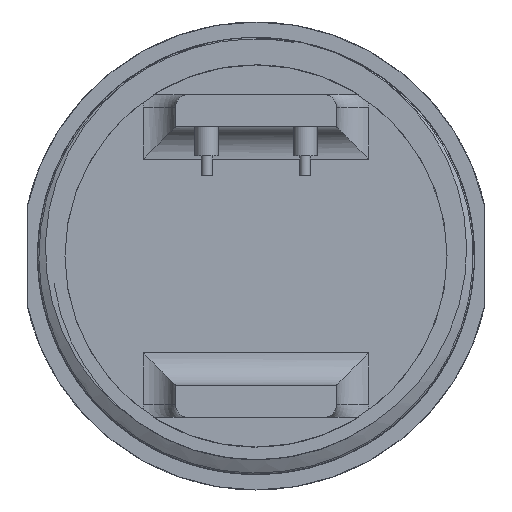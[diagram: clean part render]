
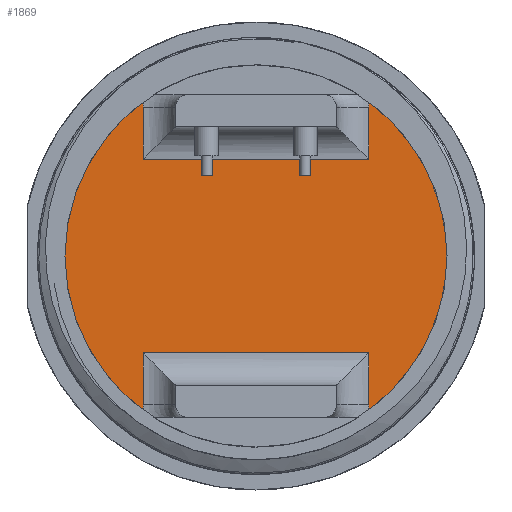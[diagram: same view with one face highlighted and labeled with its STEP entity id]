
A CAD part, front view. The second image highlights one B-rep face of the part: STEP entity #1869.
In plain terms, the highlighted planar face has unit normal (0, -1, 0).
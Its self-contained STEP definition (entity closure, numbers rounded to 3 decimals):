
#90=PLANE('',#2092);
#213=FACE_OUTER_BOUND('',#340,.T.);
#340=EDGE_LOOP('',(#1699,#1700,#1701,#1702,#1703,#1704,#1705,#1706,#1707,
#1708,#1709,#1710,#1711));
#392=CIRCLE('',#1993,7.);
#396=CIRCLE('',#1998,7.);
#398=CIRCLE('',#2006,29.6);
#402=CIRCLE('',#2014,29.6);
#403=CIRCLE('',#2015,29.6);
#407=CIRCLE('',#2028,7.);
#411=CIRCLE('',#2033,7.);
#562=LINE('',#3690,#669);
#563=LINE('',#3715,#670);
#565=LINE('',#3719,#672);
#579=LINE('',#3822,#686);
#580=LINE('',#3835,#687);
#582=LINE('',#3840,#689);
#669=VECTOR('',#2374,10.);
#670=VECTOR('',#2393,10.);
#672=VECTOR('',#2399,10.);
#686=VECTOR('',#2461,10.);
#687=VECTOR('',#2480,10.);
#689=VECTOR('',#2486,10.);
#827=VERTEX_POINT('',#3687);
#828=VERTEX_POINT('',#3689);
#829=VERTEX_POINT('',#3693);
#831=VERTEX_POINT('',#3703);
#832=VERTEX_POINT('',#3705);
#833=VERTEX_POINT('',#3714);
#837=VERTEX_POINT('',#3731);
#838=VERTEX_POINT('',#3733);
#850=VERTEX_POINT('',#3767);
#857=VERTEX_POINT('',#3819);
#858=VERTEX_POINT('',#3821);
#860=VERTEX_POINT('',#3830);
#861=VERTEX_POINT('',#3834);
#1044=EDGE_CURVE('',#827,#828,#562,.T.);
#1046=EDGE_CURVE('',#829,#827,#392,.T.);
#1051=EDGE_CURVE('',#831,#832,#396,.T.);
#1053=EDGE_CURVE('',#833,#831,#563,.T.);
#1056=EDGE_CURVE('',#828,#833,#565,.T.);
#1063=EDGE_CURVE('',#838,#837,#398,.T.);
#1076=EDGE_CURVE('',#829,#850,#402,.T.);
#1077=EDGE_CURVE('',#837,#832,#403,.T.);
#1089=EDGE_CURVE('',#857,#858,#579,.T.);
#1091=EDGE_CURVE('',#838,#857,#407,.T.);
#1095=EDGE_CURVE('',#860,#850,#411,.T.);
#1096=EDGE_CURVE('',#861,#860,#580,.T.);
#1099=EDGE_CURVE('',#858,#861,#582,.T.);
#1699=ORIENTED_EDGE('',*,*,#1046,.F.);
#1700=ORIENTED_EDGE('',*,*,#1076,.T.);
#1701=ORIENTED_EDGE('',*,*,#1095,.F.);
#1702=ORIENTED_EDGE('',*,*,#1096,.F.);
#1703=ORIENTED_EDGE('',*,*,#1099,.F.);
#1704=ORIENTED_EDGE('',*,*,#1089,.F.);
#1705=ORIENTED_EDGE('',*,*,#1091,.F.);
#1706=ORIENTED_EDGE('',*,*,#1063,.T.);
#1707=ORIENTED_EDGE('',*,*,#1077,.T.);
#1708=ORIENTED_EDGE('',*,*,#1051,.F.);
#1709=ORIENTED_EDGE('',*,*,#1053,.F.);
#1710=ORIENTED_EDGE('',*,*,#1056,.F.);
#1711=ORIENTED_EDGE('',*,*,#1044,.F.);
#1869=ADVANCED_FACE('',(#213),#90,.F.);
#1993=AXIS2_PLACEMENT_3D('',#3694,#2379,#2380);
#1998=AXIS2_PLACEMENT_3D('',#3706,#2389,#2390);
#2006=AXIS2_PLACEMENT_3D('',#3734,#2413,#2414);
#2014=AXIS2_PLACEMENT_3D('',#3772,#2431,#2432);
#2015=AXIS2_PLACEMENT_3D('',#3773,#2433,#2434);
#2028=AXIS2_PLACEMENT_3D('',#3825,#2466,#2467);
#2033=AXIS2_PLACEMENT_3D('',#3832,#2476,#2477);
#2092=AXIS2_PLACEMENT_3D('',#6008,#2618,#2619);
#2374=DIRECTION('',(0.,0.,1.));
#2379=DIRECTION('center_axis',(0.,-1.,0.));
#2380=DIRECTION('ref_axis',(0.707,0.,-0.707));
#2389=DIRECTION('center_axis',(0.,-1.,0.));
#2390=DIRECTION('ref_axis',(-0.707,0.,-0.707));
#2393=DIRECTION('',(0.,0.,-1.));
#2399=DIRECTION('',(-1.,0.,0.));
#2413=DIRECTION('center_axis',(0.,-1.,0.));
#2414=DIRECTION('ref_axis',(1.,0.,0.));
#2431=DIRECTION('center_axis',(0.,-1.,0.));
#2432=DIRECTION('ref_axis',(1.,0.,0.));
#2433=DIRECTION('center_axis',(0.,-1.,0.));
#2434=DIRECTION('ref_axis',(1.,0.,0.));
#2461=DIRECTION('',(0.,0.,-1.));
#2466=DIRECTION('center_axis',(0.,-1.,0.));
#2467=DIRECTION('ref_axis',(-0.707,0.,0.707));
#2476=DIRECTION('center_axis',(0.,-1.,0.));
#2477=DIRECTION('ref_axis',(0.707,0.,0.707));
#2480=DIRECTION('',(0.,0.,1.));
#2486=DIRECTION('',(1.,0.,0.));
#2618=DIRECTION('center_axis',(0.,1.,0.));
#2619=DIRECTION('ref_axis',(1.,0.,0.));
#3687=CARTESIAN_POINT('',(17.5,0.,-23.));
#3689=CARTESIAN_POINT('',(17.5,0.,-15.));
#3690=CARTESIAN_POINT('',(17.5,0.,-12.5));
#3693=CARTESIAN_POINT('',(17.44,0.,-23.917));
#3694=CARTESIAN_POINT('Origin',(10.5,0.,-23.));
#3703=CARTESIAN_POINT('',(-17.5,0.,-23.));
#3705=CARTESIAN_POINT('',(-17.44,0.,-23.917));
#3706=CARTESIAN_POINT('Origin',(-10.5,0.,-23.));
#3714=CARTESIAN_POINT('',(-17.5,0.,-15.));
#3715=CARTESIAN_POINT('',(-17.5,0.,-10.));
#3719=CARTESIAN_POINT('',(6.25,0.,-15.));
#3731=CARTESIAN_POINT('',(-29.6,0.,0.));
#3733=CARTESIAN_POINT('',(-17.44,0.,23.917));
#3734=CARTESIAN_POINT('Origin',(0.,0.,0.));
#3767=CARTESIAN_POINT('',(17.44,0.,23.917));
#3772=CARTESIAN_POINT('Origin',(0.,0.,0.));
#3773=CARTESIAN_POINT('Origin',(0.,0.,0.));
#3819=CARTESIAN_POINT('',(-17.5,0.,23.));
#3821=CARTESIAN_POINT('',(-17.5,0.,15.));
#3822=CARTESIAN_POINT('',(-17.5,0.,12.5));
#3825=CARTESIAN_POINT('Origin',(-10.5,0.,23.));
#3830=CARTESIAN_POINT('',(17.5,0.,23.));
#3832=CARTESIAN_POINT('Origin',(10.5,0.,23.));
#3834=CARTESIAN_POINT('',(17.5,0.,15.));
#3835=CARTESIAN_POINT('',(17.5,0.,10.));
#3840=CARTESIAN_POINT('',(-6.25,0.,15.));
#6008=CARTESIAN_POINT('Origin',(0.,0.,0.));
